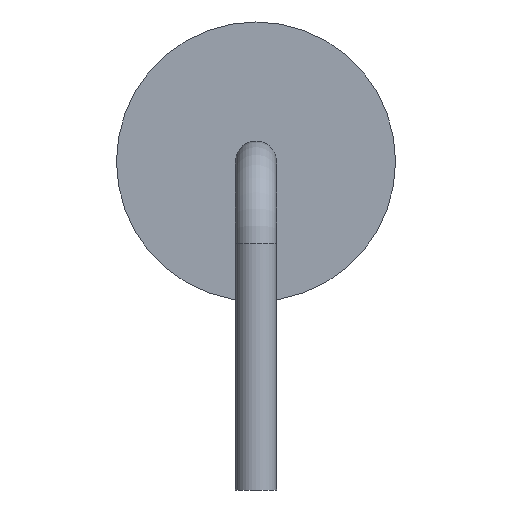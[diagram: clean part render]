
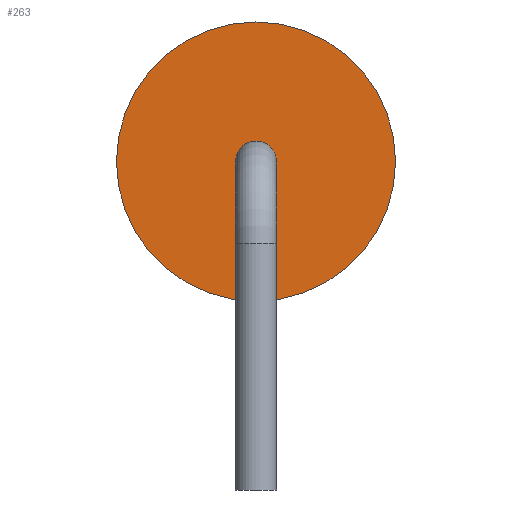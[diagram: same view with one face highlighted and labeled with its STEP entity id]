
A CAD part, left-side view. The second image highlights one B-rep face of the part: STEP entity #263.
In plain terms, the highlighted planar face has unit normal (-1, 0, 0).
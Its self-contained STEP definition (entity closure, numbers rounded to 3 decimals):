
#31=PLANE('',#320);
#53=FACE_OUTER_BOUND('',#77,.T.);
#77=EDGE_LOOP('',(#221));
#120=CIRCLE('',#318,1.7);
#140=VERTEX_POINT('',#483);
#168=EDGE_CURVE('',#140,#140,#120,.T.);
#221=ORIENTED_EDGE('',*,*,#168,.F.);
#263=ADVANCED_FACE('',(#53),#31,.F.);
#318=AXIS2_PLACEMENT_3D('',#485,#399,#400);
#320=AXIS2_PLACEMENT_3D('',#487,#403,#404);
#399=DIRECTION('center_axis',(1.,0.,0.));
#400=DIRECTION('ref_axis',(0.,1.,0.));
#403=DIRECTION('center_axis',(1.,0.,0.));
#404=DIRECTION('ref_axis',(0.,1.,0.));
#483=CARTESIAN_POINT('',(2.5,-1.7,4.));
#485=CARTESIAN_POINT('Origin',(2.5,0.,4.));
#487=CARTESIAN_POINT('Origin',(2.5,0.,4.));
